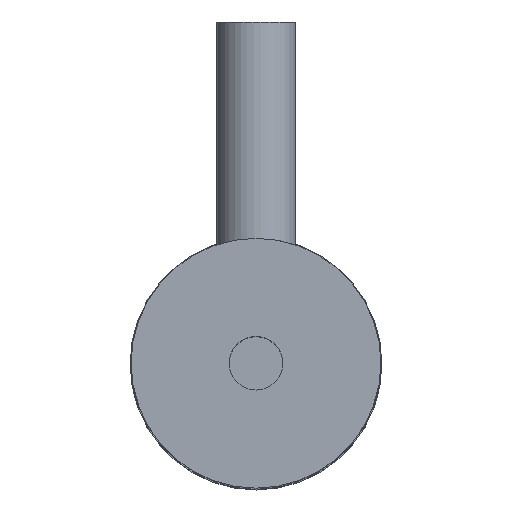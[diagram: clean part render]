
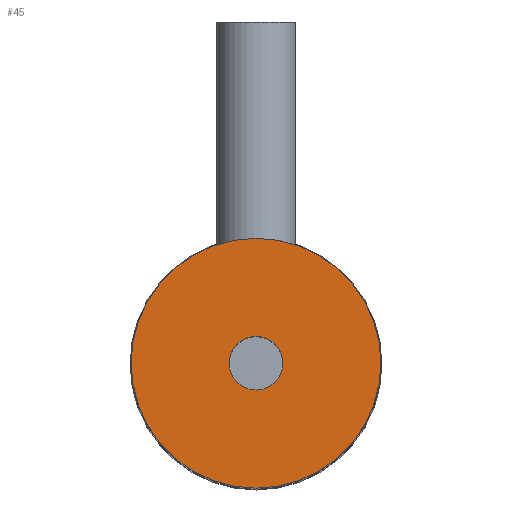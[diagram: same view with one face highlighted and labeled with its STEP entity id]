
A CAD part, top view. The second image highlights one B-rep face of the part: STEP entity #45.
In plain terms, the highlighted planar face has unit normal (0, 0, 1).
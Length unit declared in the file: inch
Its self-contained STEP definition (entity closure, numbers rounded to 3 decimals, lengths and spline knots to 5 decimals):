
#24 = VERTEX_POINT ( 'NONE', #569 ) ;
#26 = VERTEX_POINT ( 'NONE', #618 ) ;
#27 = EDGE_CURVE ( 'NONE', #24, #26, #616, .T. ) ;
#42 = EDGE_CURVE ( 'NONE', #125, #122, #659, .T. ) ;
#43 = EDGE_LOOP ( 'NONE', ( #46, #47 ) ) ;
#45 = ADVANCED_FACE ( 'NONE', ( #636, #635 ), #683, .T. ) ;
#46 = ORIENTED_EDGE ( 'NONE', *, *, #42, .F. ) ;
#47 = ORIENTED_EDGE ( 'NONE', *, *, #124, .F. ) ;
#48 = EDGE_LOOP ( 'NONE', ( #52, #108 ) ) ;
#52 = ORIENTED_EDGE ( 'NONE', *, *, #27, .T. ) ;
#108 = ORIENTED_EDGE ( 'NONE', *, *, #109, .T. ) ;
#109 = EDGE_CURVE ( 'NONE', #26, #24, #952, .T. ) ;
#122 = VERTEX_POINT ( 'NONE', #1058 ) ;
#124 = EDGE_CURVE ( 'NONE', #122, #125, #1057, .T. ) ;
#125 = VERTEX_POINT ( 'NONE', #1052 ) ;
#569 = CARTESIAN_POINT ( 'NONE',  ( -0.34796, -0.43107, 0.45874 ) ) ;
#612 = DIRECTION ( 'NONE',  ( 1., 0., 0. ) ) ;
#613 = DIRECTION ( 'NONE',  ( 0., 0., 1. ) ) ;
#614 = CARTESIAN_POINT ( 'NONE',  ( -0.59599, -0.43107, 0.45874 ) ) ;
#615 = AXIS2_PLACEMENT_3D ( 'NONE', #614, #613, #612 ) ;
#616 = CIRCLE ( 'NONE', #615, 0.24803 ) ;
#618 = CARTESIAN_POINT ( 'NONE',  ( -0.84403, -0.43107, 0.45874 ) ) ;
#635 = FACE_OUTER_BOUND ( 'NONE', #48, .T. ) ;
#636 = FACE_BOUND ( 'NONE', #43, .T. ) ;
#637 = DIRECTION ( 'NONE',  ( 1., 0., 0. ) ) ;
#638 = DIRECTION ( 'NONE',  ( 0., 0., 1. ) ) ;
#657 = CARTESIAN_POINT ( 'NONE',  ( -0.59599, -0.43107, 0.45874 ) ) ;
#658 = AXIS2_PLACEMENT_3D ( 'NONE', #657, #638, #637 ) ;
#659 = CIRCLE ( 'NONE', #658, 0.05325 ) ;
#679 = DIRECTION ( 'NONE',  ( 1., 0., 0. ) ) ;
#680 = DIRECTION ( 'NONE',  ( 0., 0., 1. ) ) ;
#681 = CARTESIAN_POINT ( 'NONE',  ( -0.59599, -0.43107, 0.45874 ) ) ;
#682 = AXIS2_PLACEMENT_3D ( 'NONE', #681, #680, #679 ) ;
#683 = PLANE ( 'NONE',  #682 ) ;
#952 = CIRCLE ( 'NONE', #1001, 0.24803 ) ;
#998 = DIRECTION ( 'NONE',  ( 1., 0., 0. ) ) ;
#999 = DIRECTION ( 'NONE',  ( 0., 0., 1. ) ) ;
#1000 = CARTESIAN_POINT ( 'NONE',  ( -0.59599, -0.43107, 0.45874 ) ) ;
#1001 = AXIS2_PLACEMENT_3D ( 'NONE', #1000, #999, #998 ) ;
#1052 = CARTESIAN_POINT ( 'NONE',  ( -0.54274, -0.43107, 0.45874 ) ) ;
#1053 = DIRECTION ( 'NONE',  ( 1., 0., 0. ) ) ;
#1054 = DIRECTION ( 'NONE',  ( 0., 0., 1. ) ) ;
#1055 = CARTESIAN_POINT ( 'NONE',  ( -0.59599, -0.43107, 0.45874 ) ) ;
#1056 = AXIS2_PLACEMENT_3D ( 'NONE', #1055, #1054, #1053 ) ;
#1057 = CIRCLE ( 'NONE', #1056, 0.05325 ) ;
#1058 = CARTESIAN_POINT ( 'NONE',  ( -0.64924, -0.43107, 0.45874 ) ) ;
